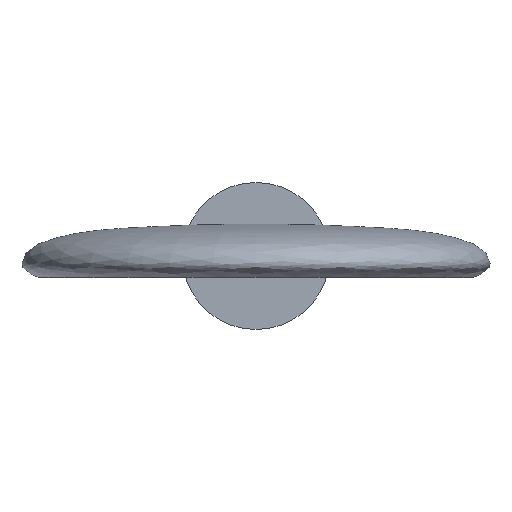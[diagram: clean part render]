
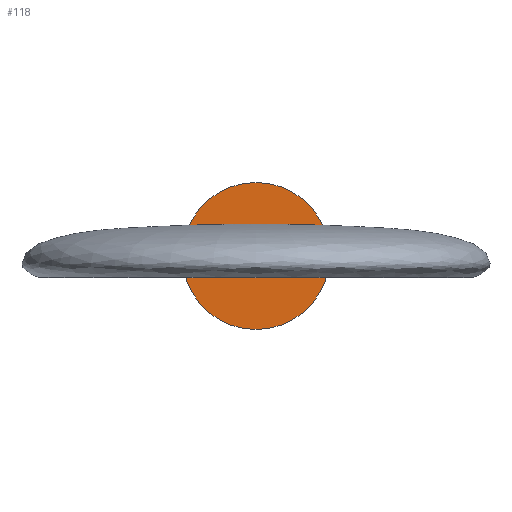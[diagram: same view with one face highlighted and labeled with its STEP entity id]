
A CAD part, top view. The second image highlights one B-rep face of the part: STEP entity #118.
In plain terms, the highlighted planar face has unit normal (0, 0, 1).
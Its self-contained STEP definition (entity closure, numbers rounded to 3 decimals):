
#30=FACE_BOUND('',#45,.T.);
#32=B_SPLINE_CURVE_WITH_KNOTS('',3,(#186,#187,#188,#189,#190,#191,#192,
#193,#194,#195,#196,#197,#198,#199,#200,#201,#202,#203,#204,#205,#206,#207,
#208,#209,#210,#211,#212,#213,#214,#215,#216,#217,#218,#219),
 .UNSPECIFIED.,.F.,.F.,(4,2,2,2,2,2,2,2,2,2,2,2,2,2,2,2,4),(-1.326,
-1.295,-1.217,-1.106,-0.95,
-0.901,-0.882,-0.872,-0.863,
-0.854,-0.839,-0.813,-0.733,
-0.554,-0.464,-0.4,-0.386),
 .UNSPECIFIED.);
#33=B_SPLINE_CURVE_WITH_KNOTS('',3,(#220,#221,#222,#223,#224,#225,#226,
#227,#228,#229,#230,#231,#232,#233,#234,#235,#236,#237,#238,#239,#240,#241,
#242,#243,#244,#245,#246,#247,#248,#249,#250,#251,#252),.UNSPECIFIED.,.F.,
 .F.,(4,2,2,2,3,2,2,2,2,2,2,2,2,2,2,4),(-0.386,-0.342,
-0.271,-0.16,0.,0.057,0.08,
0.094,0.106,0.119,0.141,
0.186,0.369,0.493,0.576,
0.616),.UNSPECIFIED.);
#37=FACE_OUTER_BOUND('',#44,.T.);
#44=EDGE_LOOP('',(#86));
#45=EDGE_LOOP('',(#87,#88));
#53=CIRCLE('',#141,11.);
#59=VERTEX_POINT('',#182);
#60=VERTEX_POINT('',#184);
#61=VERTEX_POINT('',#185);
#71=EDGE_CURVE('',#59,#59,#53,.T.);
#72=EDGE_CURVE('',#60,#61,#32,.T.);
#73=EDGE_CURVE('',#61,#60,#33,.T.);
#86=ORIENTED_EDGE('',*,*,#71,.T.);
#87=ORIENTED_EDGE('',*,*,#72,.F.);
#88=ORIENTED_EDGE('',*,*,#73,.F.);
#116=PLANE('',#140);
#118=ADVANCED_FACE('',(#37,#30),#116,.T.);
#140=AXIS2_PLACEMENT_3D('',#181,#155,#156);
#141=AXIS2_PLACEMENT_3D('',#183,#157,#158);
#155=DIRECTION('center_axis',(0.,0.,1.));
#156=DIRECTION('ref_axis',(1.,0.,0.));
#157=DIRECTION('center_axis',(0.,0.,1.));
#158=DIRECTION('ref_axis',(1.,0.,0.));
#181=CARTESIAN_POINT('Origin',(0.001,3.276,0.66));
#182=CARTESIAN_POINT('',(-10.999,3.276,0.66));
#183=CARTESIAN_POINT('Origin',(0.001,3.276,0.66));
#184=CARTESIAN_POINT('',(0.,0.913,0.66));
#185=CARTESIAN_POINT('',(0.,3.696,0.66));
#186=CARTESIAN_POINT('Ctrl Pts',(0.,0.913,
0.66));
#187=CARTESIAN_POINT('Ctrl Pts',(0.148,0.913,0.66));
#188=CARTESIAN_POINT('Ctrl Pts',(0.296,0.914,0.66));
#189=CARTESIAN_POINT('Ctrl Pts',(0.82,0.919,0.66));
#190=CARTESIAN_POINT('Ctrl Pts',(1.201,0.928,0.66));
#191=CARTESIAN_POINT('Ctrl Pts',(2.124,0.961,0.66));
#192=CARTESIAN_POINT('Ctrl Pts',(2.684,0.992,0.66));
#193=CARTESIAN_POINT('Ctrl Pts',(4.001,1.102,0.66));
#194=CARTESIAN_POINT('Ctrl Pts',(5.033,1.219,0.66));
#195=CARTESIAN_POINT('Ctrl Pts',(6.021,1.504,0.66));
#196=CARTESIAN_POINT('Ctrl Pts',(6.267,1.592,0.66));
#197=CARTESIAN_POINT('Ctrl Pts',(6.53,1.751,0.66));
#198=CARTESIAN_POINT('Ctrl Pts',(6.607,1.806,0.66));
#199=CARTESIAN_POINT('Ctrl Pts',(6.699,1.909,0.66));
#200=CARTESIAN_POINT('Ctrl Pts',(6.728,1.951,0.66));
#201=CARTESIAN_POINT('Ctrl Pts',(6.763,2.034,0.66));
#202=CARTESIAN_POINT('Ctrl Pts',(6.771,2.073,0.66));
#203=CARTESIAN_POINT('Ctrl Pts',(6.773,2.159,0.66));
#204=CARTESIAN_POINT('Ctrl Pts',(6.763,2.203,0.66));
#205=CARTESIAN_POINT('Ctrl Pts',(6.721,2.308,0.66));
#206=CARTESIAN_POINT('Ctrl Pts',(6.679,2.367,0.66));
#207=CARTESIAN_POINT('Ctrl Pts',(6.545,2.513,0.66));
#208=CARTESIAN_POINT('Ctrl Pts',(6.429,2.596,0.66));
#209=CARTESIAN_POINT('Ctrl Pts',(5.974,2.87,0.66));
#210=CARTESIAN_POINT('Ctrl Pts',(5.52,3.02,0.66));
#211=CARTESIAN_POINT('Ctrl Pts',(4.588,3.291,0.66));
#212=CARTESIAN_POINT('Ctrl Pts',(3.776,3.446,0.66));
#213=CARTESIAN_POINT('Ctrl Pts',(2.314,3.605,0.66));
#214=CARTESIAN_POINT('Ctrl Pts',(1.812,3.642,0.66));
#215=CARTESIAN_POINT('Ctrl Pts',(0.958,3.682,0.66));
#216=CARTESIAN_POINT('Ctrl Pts',(0.6,3.692,0.66));
#217=CARTESIAN_POINT('Ctrl Pts',(0.161,3.696,0.66));
#218=CARTESIAN_POINT('Ctrl Pts',(0.081,3.696,0.66));
#219=CARTESIAN_POINT('Ctrl Pts',(0.,3.696,
0.66));
#220=CARTESIAN_POINT('Ctrl Pts',(0.,3.696,
0.66));
#221=CARTESIAN_POINT('Ctrl Pts',(-0.253,3.696,0.66));
#222=CARTESIAN_POINT('Ctrl Pts',(-0.507,3.693,0.66));
#223=CARTESIAN_POINT('Ctrl Pts',(-1.167,3.675,0.66));
#224=CARTESIAN_POINT('Ctrl Pts',(-1.578,3.655,0.66));
#225=CARTESIAN_POINT('Ctrl Pts',(-2.629,3.578,0.66));
#226=CARTESIAN_POINT('Ctrl Pts',(-3.295,3.505,0.66));
#227=CARTESIAN_POINT('Ctrl Pts',(-4.859,3.236,0.66));
#228=CARTESIAN_POINT('Ctrl Pts',(-5.574,3.029,0.66));
#229=CARTESIAN_POINT('Ctrl Pts',(-6.056,2.802,0.66));
#230=CARTESIAN_POINT('Ctrl Pts',(-6.227,2.721,0.66));
#231=CARTESIAN_POINT('Ctrl Pts',(-6.415,2.617,0.66));
#232=CARTESIAN_POINT('Ctrl Pts',(-6.615,2.441,0.66));
#233=CARTESIAN_POINT('Ctrl Pts',(-6.672,2.381,0.66));
#234=CARTESIAN_POINT('Ctrl Pts',(-6.737,2.273,0.66));
#235=CARTESIAN_POINT('Ctrl Pts',(-6.756,2.229,0.66));
#236=CARTESIAN_POINT('Ctrl Pts',(-6.774,2.143,0.66));
#237=CARTESIAN_POINT('Ctrl Pts',(-6.774,2.103,0.66));
#238=CARTESIAN_POINT('Ctrl Pts',(-6.758,2.016,0.66));
#239=CARTESIAN_POINT('Ctrl Pts',(-6.739,1.974,0.66));
#240=CARTESIAN_POINT('Ctrl Pts',(-6.673,1.871,0.66));
#241=CARTESIAN_POINT('Ctrl Pts',(-6.615,1.817,0.66));
#242=CARTESIAN_POINT('Ctrl Pts',(-6.425,1.675,0.66));
#243=CARTESIAN_POINT('Ctrl Pts',(-6.254,1.596,0.66));
#244=CARTESIAN_POINT('Ctrl Pts',(-5.403,1.281,0.66));
#245=CARTESIAN_POINT('Ctrl Pts',(-4.336,1.14,0.66));
#246=CARTESIAN_POINT('Ctrl Pts',(-2.925,1.008,0.66));
#247=CARTESIAN_POINT('Ctrl Pts',(-2.326,0.971,0.66));
#248=CARTESIAN_POINT('Ctrl Pts',(-1.356,0.932,0.66));
#249=CARTESIAN_POINT('Ctrl Pts',(-0.963,0.922,0.66));
#250=CARTESIAN_POINT('Ctrl Pts',(-0.381,0.914,0.66));
#251=CARTESIAN_POINT('Ctrl Pts',(-0.191,0.913,0.66));
#252=CARTESIAN_POINT('Ctrl Pts',(0.,0.913,
0.66));
